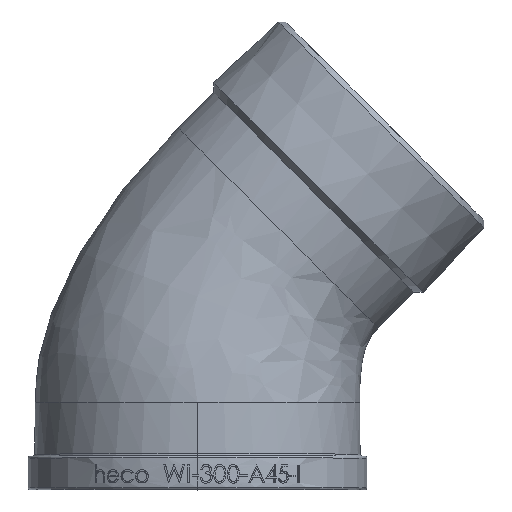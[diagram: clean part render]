
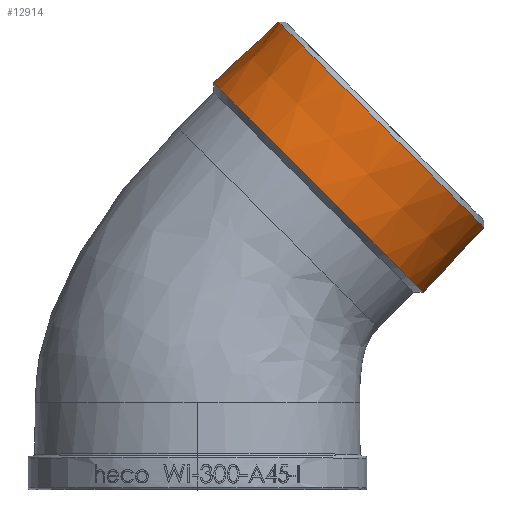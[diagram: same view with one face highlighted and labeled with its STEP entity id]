
A CAD part, top view. The second image highlights one B-rep face of the part: STEP entity #12914.
In plain terms, the highlighted conical face has half-angle 1.79 degrees and reference radius 43.942 mm.
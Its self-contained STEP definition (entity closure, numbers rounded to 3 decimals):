
#70 = AXIS2_PLACEMENT_3D ( 'NONE', #6999, #10947, #5561 ) ;
#88 = LINE ( 'NONE', #17878, #21111 ) ;
#589 = VERTEX_POINT ( 'NONE', #9078 ) ;
#688 = DIRECTION ( 'NONE',  ( -0.685, -0.729, 0. ) ) ;
#884 = ORIENTED_EDGE ( 'NONE', *, *, #17128, .T. ) ;
#1308 = VERTEX_POINT ( 'NONE', #18523 ) ;
#2132 = CIRCLE ( 'NONE', #4664, 44.173 ) ;
#3144 = LINE ( 'NONE', #16210, #6729 ) ;
#3243 = DIRECTION ( 'NONE',  ( -0.729, -0.685, 0. ) ) ;
#4582 = VERTEX_POINT ( 'NONE', #18215 ) ;
#4664 = AXIS2_PLACEMENT_3D ( 'NONE', #23650, #19925, #19994 ) ;
#5561 = DIRECTION ( 'NONE',  ( 0.707, -0.707, 0. ) ) ;
#6729 = VECTOR ( 'NONE', #3243, 1000. ) ;
#6999 = CARTESIAN_POINT ( 'NONE',  ( 41.295, 41.295, 0. ) ) ;
#9078 = CARTESIAN_POINT ( 'NONE',  ( 85.432, 24.131, 0. ) ) ;
#9672 = CIRCLE ( 'NONE', #17065, 43.346 ) ;
#10413 = EDGE_CURVE ( 'NONE', #589, #19818, #88, .T. ) ;
#10947 = DIRECTION ( 'NONE',  ( -0.707, -0.707, 0. ) ) ;
#11184 = EDGE_LOOP ( 'NONE', ( #11321, #884, #21876, #18447 ) ) ;
#11321 = ORIENTED_EDGE ( 'NONE', *, *, #15814, .T. ) ;
#11757 = DIRECTION ( 'NONE',  ( -0.707, -0.707, 0. ) ) ;
#12063 = CARTESIAN_POINT ( 'NONE',  ( 67.298, 4.827, 0. ) ) ;
#12914 = ADVANCED_FACE ( 'NONE', ( #18978 ), #15111, .T. ) ;
#15111 = CONICAL_SURFACE ( 'NONE', #70, 43.942, 0.031 ) ;
#15814 = EDGE_CURVE ( 'NONE', #589, #4582, #9672, .T. ) ;
#16210 = CARTESIAN_POINT ( 'NONE',  ( 10.223, 72.367, 0. ) ) ;
#17065 = AXIS2_PLACEMENT_3D ( 'NONE', #23089, #11757, #20853 ) ;
#17128 = EDGE_CURVE ( 'NONE', #4582, #1308, #3144, .T. ) ;
#17878 = CARTESIAN_POINT ( 'NONE',  ( 72.367, 10.223, 0. ) ) ;
#18215 = CARTESIAN_POINT ( 'NONE',  ( 24.131, 85.432, 0. ) ) ;
#18447 = ORIENTED_EDGE ( 'NONE', *, *, #10413, .F. ) ;
#18523 = CARTESIAN_POINT ( 'NONE',  ( 4.827, 67.298, 0. ) ) ;
#18978 = FACE_OUTER_BOUND ( 'NONE', #11184, .T. ) ;
#19818 = VERTEX_POINT ( 'NONE', #12063 ) ;
#19925 = DIRECTION ( 'NONE',  ( -0.707, -0.707, 0. ) ) ;
#19994 = DIRECTION ( 'NONE',  ( 0.707, -0.707, 0. ) ) ;
#20853 = DIRECTION ( 'NONE',  ( 0.707, -0.707, 0. ) ) ;
#21111 = VECTOR ( 'NONE', #688, 1000. ) ;
#21876 = ORIENTED_EDGE ( 'NONE', *, *, #22529, .F. ) ;
#22529 = EDGE_CURVE ( 'NONE', #19818, #1308, #2132, .T. ) ;
#23089 = CARTESIAN_POINT ( 'NONE',  ( 54.781, 54.781, 0. ) ) ;
#23650 = CARTESIAN_POINT ( 'NONE',  ( 36.062, 36.062, 0. ) ) ;
